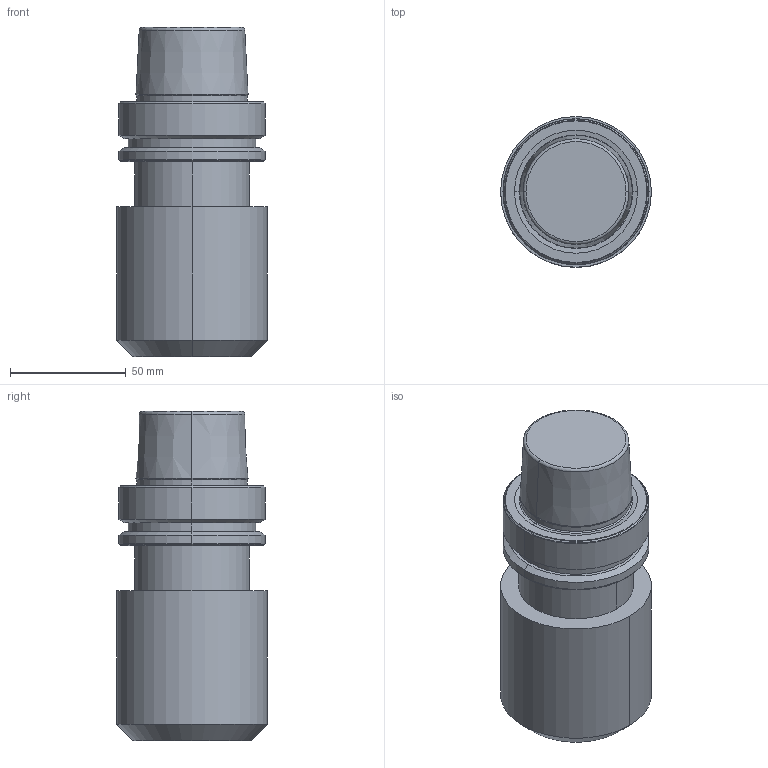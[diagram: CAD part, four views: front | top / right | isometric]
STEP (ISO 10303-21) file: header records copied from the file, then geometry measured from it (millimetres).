
FILE_DESCRIPTION (( 'STEP AP203' ), '1' );
FILE_NAME ('HSK-A 63 WE25 110 6.3G 20000 SL .STEP', '2019-05-13T03:47:32', ( '' ), ( '' ), 'SwSTEP 2.0', 'SolidWorks 2014', '' );
FILE_SCHEMA (( 'CONFIG_CONTROL_DESIGN' ));
Length unit declared in the file: millimetre
Products named in the file (1): HSK-A 63 WE25 110 6.3G 20000 SL 
Bounding box: 65 x 65 x 141.9 mm (x, y, z)
Volume: 379648.2 mm3; surface area: 34743 mm2
Topology: 1 solids, 1 shells, 47 faces, 92 edges, 52 vertices
Faces by surface type: cone 16, cylinder 12, torus 12, plane 7
Entity records: 1283 total; most frequent: DIRECTION 252, CARTESIAN_POINT 192, ORIENTED_EDGE 184, AXIS2_PLACEMENT_3D 112, EDGE_CURVE 92, CIRCLE 64, VERTEX_POINT 52, EDGE_LOOP 52
